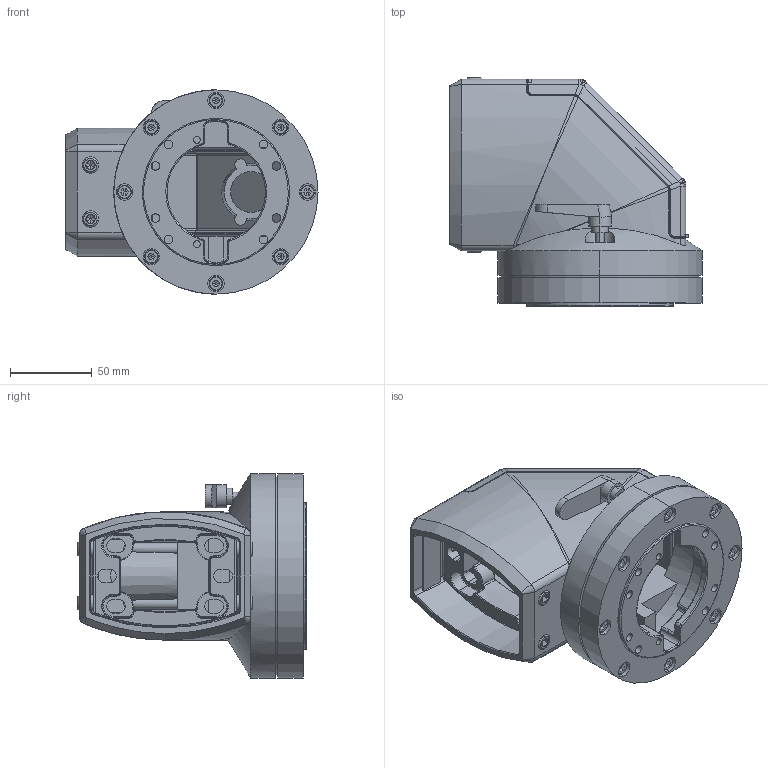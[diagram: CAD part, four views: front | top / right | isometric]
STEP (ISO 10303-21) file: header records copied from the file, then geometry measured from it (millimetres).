
FILE_DESCRIPTION (( 'STEP AP214' ), '1' );
FILE_NAME ('7595-7401-08-01.STEP', '2016-11-07T12:22:54', ( '' ), ( '' ), 'SwSTEP 2.0', 'SolidWorks 2014', '' );
FILE_SCHEMA (( 'AUTOMOTIVE_DESIGN' ));
Length unit declared in the file: millimetre
Products named in the file (1): 7595-7401-08-01
Bounding box: 154.32 x 140.02 x 125 mm (x, y, z)
Volume: 610268.1 mm3; surface area: 206050.5 mm2
Topology: 24 solids, 24 shells, 1420 faces, 3274 edges, 1920 vertices
Faces by surface type: bspline 435, cylinder 427, plane 399, cone 159
Entity records: 72416 total; most frequent: CARTESIAN_POINT 31556, ORIENTED_EDGE 6474, DIRECTION 5025, EDGE_CURVE 3237, VERTEX_POINT 1920, AXIS2_PLACEMENT_3D 1908, EDGE_LOOP 1555, ADVANCED_FACE 1420
